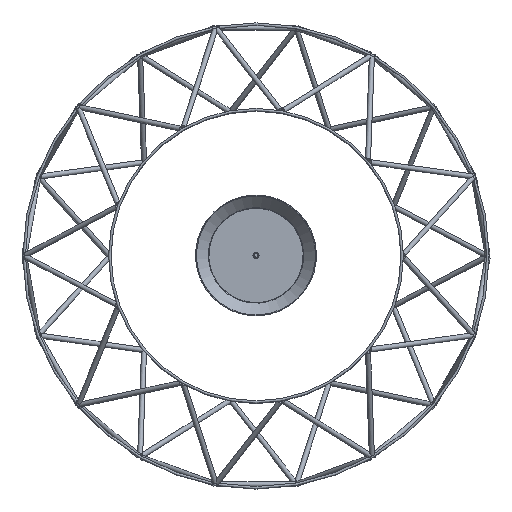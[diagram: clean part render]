
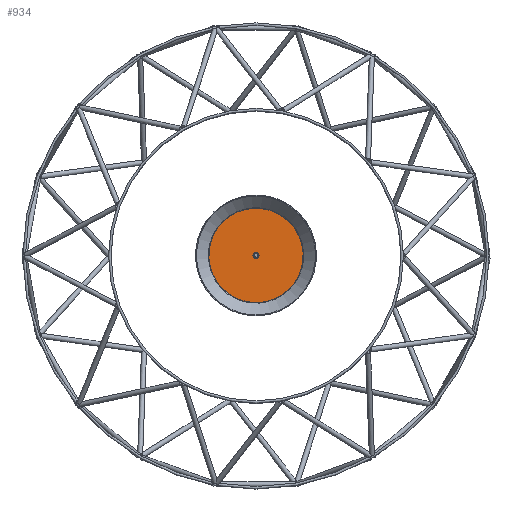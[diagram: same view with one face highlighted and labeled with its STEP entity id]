
A CAD part, top view. The second image highlights one B-rep face of the part: STEP entity #934.
In plain terms, the highlighted planar face has unit normal (0, 0, 1).
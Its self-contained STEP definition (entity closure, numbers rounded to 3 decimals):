
#535=PLANE('',#3086);
#934=ADVANCED_FACE('',(#1129,#1130),#535,.F.);
#1129=FACE_BOUND('',#1443,.T.);
#1130=FACE_BOUND('',#1444,.T.);
#1443=EDGE_LOOP('',(#2027));
#1444=EDGE_LOOP('',(#2028));
#2027=ORIENTED_EDGE('',*,*,#2541,.T.);
#2028=ORIENTED_EDGE('',*,*,#2542,.F.);
#2249=VERTEX_POINT('',#7676);
#2250=VERTEX_POINT('',#7678);
#2541=EDGE_CURVE('',#2249,#2249,#2689,.T.);
#2542=EDGE_CURVE('',#2250,#2250,#2690,.T.);
#2689=CIRCLE('',#3084,9.358);
#2690=CIRCLE('',#3085,0.6);
#3084=AXIS2_PLACEMENT_3D('',#7675,#3892,#3893);
#3085=AXIS2_PLACEMENT_3D('',#7677,#3894,#3895);
#3086=AXIS2_PLACEMENT_3D('',#7679,#3896,#3897);
#3892=DIRECTION('',(0.,0.,1.));
#3893=DIRECTION('',(-0.995,0.105,0.));
#3894=DIRECTION('',(0.,0.,1.));
#3895=DIRECTION('',(0.995,-0.105,0.));
#3896=DIRECTION('',(0.,0.,-1.));
#3897=DIRECTION('',(-0.995,0.105,0.));
#7675=CARTESIAN_POINT('',(0.,0.,
83.05));
#7676=CARTESIAN_POINT('',(-9.306,0.978,83.05));
#7677=CARTESIAN_POINT('',(0.,0.,
83.05));
#7678=CARTESIAN_POINT('',(0.597,-0.063,83.05));
#7679=CARTESIAN_POINT('',(-0.98,-9.327,83.05));
